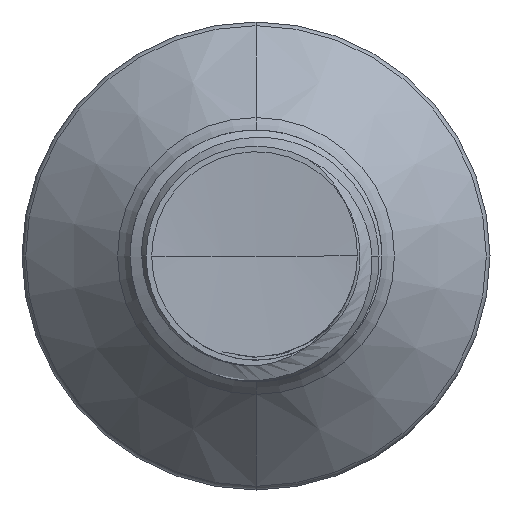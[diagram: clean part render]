
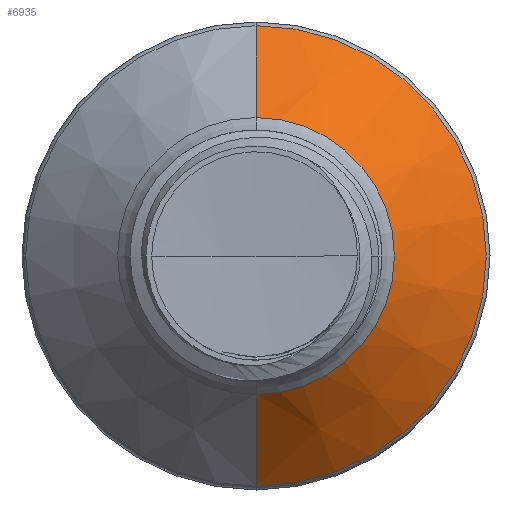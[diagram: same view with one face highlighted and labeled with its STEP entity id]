
A CAD part, front view. The second image highlights one B-rep face of the part: STEP entity #6935.
In plain terms, the highlighted conical face has half-angle 45 degrees and reference radius 2.75 mm.
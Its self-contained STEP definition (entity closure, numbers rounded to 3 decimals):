
#346 = EDGE_CURVE ( 'NONE', #25025, #9324, #8770, .T. ) ;
#702 = LINE ( 'NONE', #4702, #6655 ) ;
#1607 = CARTESIAN_POINT ( 'NONE',  ( 0., 21.365, 2.75 ) ) ;
#4702 = CARTESIAN_POINT ( 'NONE',  ( 0., 21.365, -2.75 ) ) ;
#5133 = CARTESIAN_POINT ( 'NONE',  ( 0., 21.365, 2.75 ) ) ;
#6655 = VECTOR ( 'NONE', #7623, 1000. ) ;
#6935 = ADVANCED_FACE ( 'NONE', ( #12134 ), #18210, .T. ) ;
#7623 = DIRECTION ( 'NONE',  ( 0., 0.707, -0.707 ) ) ;
#8216 = EDGE_CURVE ( 'NONE', #9324, #18799, #702, .T. ) ;
#8569 = AXIS2_PLACEMENT_3D ( 'NONE', #15151, #21259, #11364 ) ;
#8770 = CIRCLE ( 'NONE', #28777, 2.75 ) ;
#9024 = DIRECTION ( 'NONE',  ( 0., 1., 0. ) ) ;
#9279 = DIRECTION ( 'NONE',  ( 0., 0.707, 0.707 ) ) ;
#9324 = VERTEX_POINT ( 'NONE', #27976 ) ;
#10260 = VERTEX_POINT ( 'NONE', #23550 ) ;
#11364 = DIRECTION ( 'NONE',  ( 0., 0., 1. ) ) ;
#12134 = FACE_OUTER_BOUND ( 'NONE', #17118, .T. ) ;
#12903 = DIRECTION ( 'NONE',  ( 0., 0., 1. ) ) ;
#12913 = DIRECTION ( 'NONE',  ( 0., 1., 0. ) ) ;
#12943 = CARTESIAN_POINT ( 'NONE',  ( 0., 21.365, 0. ) ) ;
#14108 = LINE ( 'NONE', #1607, #26274 ) ;
#15151 = CARTESIAN_POINT ( 'NONE',  ( 0., 21.365, 0. ) ) ;
#16090 = EDGE_CURVE ( 'NONE', #10260, #18799, #26525, .T. ) ;
#17118 = EDGE_LOOP ( 'NONE', ( #30661, #20684, #21913, #23925 ) ) ;
#18210 = CONICAL_SURFACE ( 'NONE', #8569, 2.75, 0.785 ) ;
#18799 = VERTEX_POINT ( 'NONE', #30056 ) ;
#20684 = ORIENTED_EDGE ( 'NONE', *, *, #8216, .T. ) ;
#21259 = DIRECTION ( 'NONE',  ( 0., 1., 0. ) ) ;
#21913 = ORIENTED_EDGE ( 'NONE', *, *, #16090, .F. ) ;
#23550 = CARTESIAN_POINT ( 'NONE',  ( 0., 23.192, 4.577 ) ) ;
#23679 = EDGE_CURVE ( 'NONE', #25025, #10260, #14108, .T. ) ;
#23897 = CARTESIAN_POINT ( 'NONE',  ( 0., 23.192, 0. ) ) ;
#23925 = ORIENTED_EDGE ( 'NONE', *, *, #23679, .F. ) ;
#25025 = VERTEX_POINT ( 'NONE', #5133 ) ;
#25549 = AXIS2_PLACEMENT_3D ( 'NONE', #23897, #9024, #26146 ) ;
#26146 = DIRECTION ( 'NONE',  ( 0., 0., 1. ) ) ;
#26274 = VECTOR ( 'NONE', #9279, 1000. ) ;
#26525 = CIRCLE ( 'NONE', #25549, 4.577 ) ;
#27976 = CARTESIAN_POINT ( 'NONE',  ( 0., 21.365, -2.75 ) ) ;
#28777 = AXIS2_PLACEMENT_3D ( 'NONE', #12943, #12913, #12903 ) ;
#30056 = CARTESIAN_POINT ( 'NONE',  ( 0., 23.192, -4.577 ) ) ;
#30661 = ORIENTED_EDGE ( 'NONE', *, *, #346, .T. ) ;
